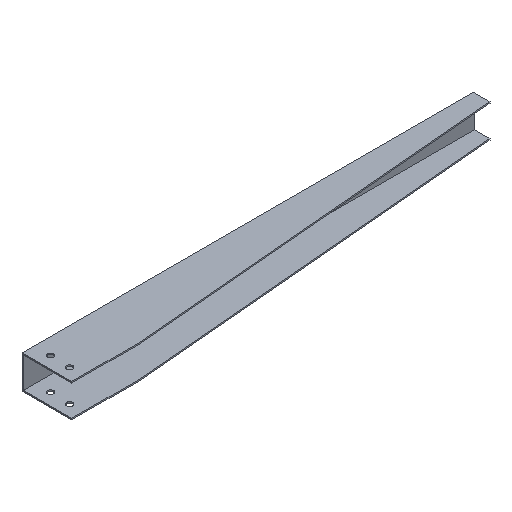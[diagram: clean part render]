
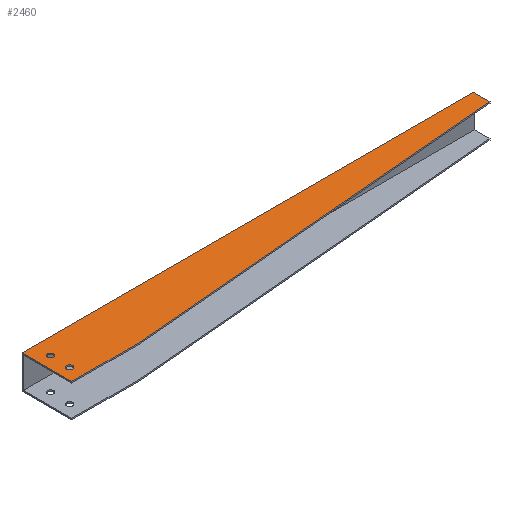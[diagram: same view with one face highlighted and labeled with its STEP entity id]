
A CAD part, isometric view. The second image highlights one B-rep face of the part: STEP entity #2460.
In plain terms, the highlighted planar face has unit normal (0, 0, 1).
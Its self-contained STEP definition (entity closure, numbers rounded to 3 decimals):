
#22 = CARTESIAN_POINT ( 'NONE',  ( 16.953, -52.982, 25. ) ) ;
#85 = CARTESIAN_POINT ( 'NONE',  ( 0., 2., 25. ) ) ;
#90 = PLANE ( 'NONE',  #2906 ) ;
#99 = DIRECTION ( 'NONE',  ( 0., 1., 0. ) ) ;
#143 = CARTESIAN_POINT ( 'NONE',  ( 0., -73., 25. ) ) ;
#265 = EDGE_CURVE ( 'NONE', #3925, #3925, #2714, .T. ) ;
#350 = CARTESIAN_POINT ( 'NONE',  ( 680., 2., 25. ) ) ;
#381 = LINE ( 'NONE', #469, #3814 ) ;
#456 = ORIENTED_EDGE ( 'NONE', *, *, #1278, .T. ) ;
#457 = VERTEX_POINT ( 'NONE', #143 ) ;
#469 = CARTESIAN_POINT ( 'NONE',  ( 665., -73., 25. ) ) ;
#492 = EDGE_LOOP ( 'NONE', ( #948, #456, #1915, #1505, #2773, #770, #587 ) ) ;
#575 = EDGE_LOOP ( 'NONE', ( #2135 ) ) ;
#587 = ORIENTED_EDGE ( 'NONE', *, *, #2945, .F. ) ;
#606 = DIRECTION ( 'NONE',  ( 1., 0., 0. ) ) ;
#631 = ORIENTED_EDGE ( 'NONE', *, *, #873, .F. ) ;
#647 = CARTESIAN_POINT ( 'NONE',  ( 680., 0., 25. ) ) ;
#715 = DIRECTION ( 'NONE',  ( 0., 0., 1. ) ) ;
#760 = VECTOR ( 'NONE', #1008, 1000. ) ;
#769 = VECTOR ( 'NONE', #1388, 1000. ) ;
#770 = ORIENTED_EDGE ( 'NONE', *, *, #2831, .T. ) ;
#782 = CARTESIAN_POINT ( 'NONE',  ( 680., -23., 25. ) ) ;
#873 = EDGE_CURVE ( 'NONE', #3830, #3830, #2573, .T. ) ;
#945 = LINE ( 'NONE', #2490, #1295 ) ;
#948 = ORIENTED_EDGE ( 'NONE', *, *, #2491, .T. ) ;
#949 = CARTESIAN_POINT ( 'NONE',  ( 680., 2., 25. ) ) ;
#1008 = DIRECTION ( 'NONE',  ( 0., 1., 0. ) ) ;
#1012 = CARTESIAN_POINT ( 'NONE',  ( 0., 0., 25. ) ) ;
#1266 = DIRECTION ( 'NONE',  ( -1., 0., 0. ) ) ;
#1278 = EDGE_CURVE ( 'NONE', #457, #2140, #381, .T. ) ;
#1295 = VECTOR ( 'NONE', #3412, 1000. ) ;
#1314 = CARTESIAN_POINT ( 'NONE',  ( 665., -9.237, 25. ) ) ;
#1353 = LINE ( 'NONE', #949, #3345 ) ;
#1370 = DIRECTION ( 'NONE',  ( 1., 0., 0. ) ) ;
#1388 = DIRECTION ( 'NONE',  ( 0., 1., 0. ) ) ;
#1429 = FACE_BOUND ( 'NONE', #3831, .T. ) ;
#1465 = LINE ( 'NONE', #3194, #760 ) ;
#1478 = DIRECTION ( 'NONE',  ( 0., 0., 1. ) ) ;
#1505 = ORIENTED_EDGE ( 'NONE', *, *, #3246, .T. ) ;
#1556 = EDGE_CURVE ( 'NONE', #2140, #3266, #945, .T. ) ;
#1640 = DIRECTION ( 'NONE',  ( 0., -1., 0. ) ) ;
#1722 = LINE ( 'NONE', #2591, #3603 ) ;
#1728 = CARTESIAN_POINT ( 'NONE',  ( 22.5, -23., 25. ) ) ;
#1755 = VERTEX_POINT ( 'NONE', #85 ) ;
#1788 = VERTEX_POINT ( 'NONE', #3329 ) ;
#1915 = ORIENTED_EDGE ( 'NONE', *, *, #1556, .T. ) ;
#1935 = DIRECTION ( 'NONE',  ( 0., 1., 0. ) ) ;
#1940 = DIRECTION ( 'NONE',  ( 0., 0., -1. ) ) ;
#2070 = AXIS2_PLACEMENT_3D ( 'NONE', #22, #1478, #606 ) ;
#2135 = ORIENTED_EDGE ( 'NONE', *, *, #265, .F. ) ;
#2140 = VERTEX_POINT ( 'NONE', #2207 ) ;
#2169 = VECTOR ( 'NONE', #1935, 1000. ) ;
#2187 = EDGE_CURVE ( 'NONE', #2806, #3668, #1465, .T. ) ;
#2207 = CARTESIAN_POINT ( 'NONE',  ( 100., -73., 25. ) ) ;
#2455 = FACE_BOUND ( 'NONE', #575, .T. ) ;
#2460 = ADVANCED_FACE ( 'NONE', ( #2455, #1429, #2996 ), #90, .F. ) ;
#2490 = CARTESIAN_POINT ( 'NONE',  ( 666.288, -24.182, 25. ) ) ;
#2491 = EDGE_CURVE ( 'NONE', #1788, #457, #1722, .T. ) ;
#2531 = AXIS2_PLACEMENT_3D ( 'NONE', #2561, #715, #2882 ) ;
#2561 = CARTESIAN_POINT ( 'NONE',  ( 18., -23., 25. ) ) ;
#2573 = CIRCLE ( 'NONE', #2531, 4.5 ) ;
#2591 = CARTESIAN_POINT ( 'NONE',  ( 0., -9.237, 25. ) ) ;
#2648 = CARTESIAN_POINT ( 'NONE',  ( 680., -9.237, 25. ) ) ;
#2714 = CIRCLE ( 'NONE', #2070, 4.5 ) ;
#2773 = ORIENTED_EDGE ( 'NONE', *, *, #2187, .T. ) ;
#2806 = VERTEX_POINT ( 'NONE', #647 ) ;
#2831 = EDGE_CURVE ( 'NONE', #3668, #1755, #1353, .T. ) ;
#2882 = DIRECTION ( 'NONE',  ( 1., 0., 0. ) ) ;
#2906 = AXIS2_PLACEMENT_3D ( 'NONE', #1314, #1940, #99 ) ;
#2945 = EDGE_CURVE ( 'NONE', #1788, #1755, #3624, .T. ) ;
#2996 = FACE_OUTER_BOUND ( 'NONE', #492, .T. ) ;
#3188 = LINE ( 'NONE', #2648, #769 ) ;
#3194 = CARTESIAN_POINT ( 'NONE',  ( 680., 0., 25. ) ) ;
#3246 = EDGE_CURVE ( 'NONE', #3266, #2806, #3188, .T. ) ;
#3266 = VERTEX_POINT ( 'NONE', #782 ) ;
#3329 = CARTESIAN_POINT ( 'NONE',  ( 0., 0., 25. ) ) ;
#3345 = VECTOR ( 'NONE', #1266, 1000. ) ;
#3412 = DIRECTION ( 'NONE',  ( 0.996, 0.086, 0. ) ) ;
#3587 = CARTESIAN_POINT ( 'NONE',  ( 21.453, -52.982, 25. ) ) ;
#3603 = VECTOR ( 'NONE', #1640, 1000. ) ;
#3624 = LINE ( 'NONE', #1012, #2169 ) ;
#3668 = VERTEX_POINT ( 'NONE', #350 ) ;
#3814 = VECTOR ( 'NONE', #1370, 1000. ) ;
#3830 = VERTEX_POINT ( 'NONE', #1728 ) ;
#3831 = EDGE_LOOP ( 'NONE', ( #631 ) ) ;
#3925 = VERTEX_POINT ( 'NONE', #3587 ) ;
